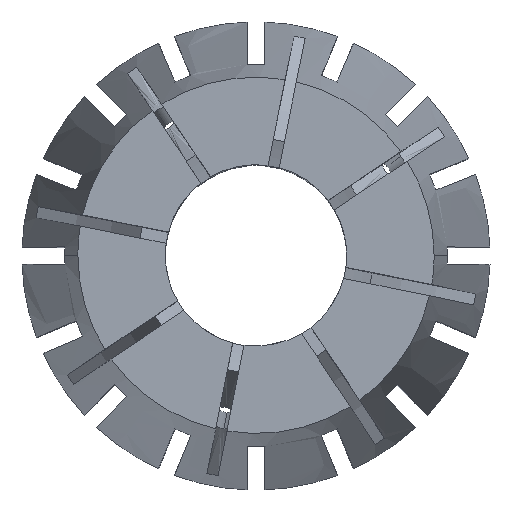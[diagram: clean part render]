
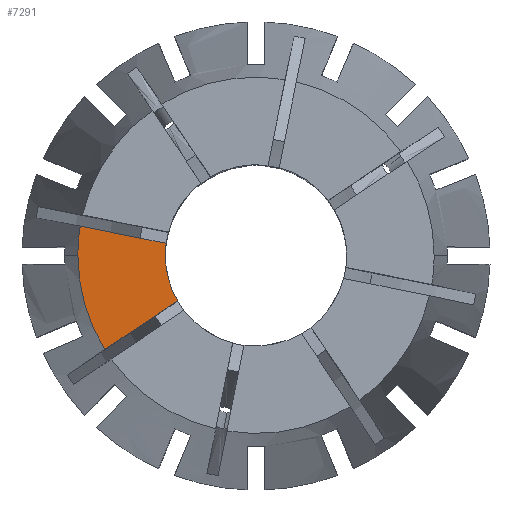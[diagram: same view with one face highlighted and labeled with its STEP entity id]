
A CAD part, top view. The second image highlights one B-rep face of the part: STEP entity #7291.
In plain terms, the highlighted planar face has unit normal (0, 0, 1).
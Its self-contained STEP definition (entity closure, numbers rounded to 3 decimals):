
#172 = AXIS2_PLACEMENT_3D ( 'NONE', #1605, #4990, #4562 ) ;
#258 = ORIENTED_EDGE ( 'NONE', *, *, #836, .T. ) ;
#477 = PLANE ( 'NONE',  #172 ) ;
#743 = CARTESIAN_POINT ( 'NONE',  ( -15.595, 0., 0. ) ) ;
#836 = EDGE_CURVE ( 'NONE', #3541, #6948, #4452, .T. ) ;
#933 = VERTEX_POINT ( 'NONE', #2462 ) ;
#1210 = CIRCLE ( 'NONE', #4410, 7.938 ) ;
#1221 = CARTESIAN_POINT ( 'NONE',  ( 0., 0., 0. ) ) ;
#1306 = AXIS2_PLACEMENT_3D ( 'NONE', #1221, #6827, #5649 ) ;
#1318 = ORIENTED_EDGE ( 'NONE', *, *, #5079, .F. ) ;
#1544 = AXIS2_PLACEMENT_3D ( 'NONE', #3676, #3093, #3662 ) ;
#1605 = CARTESIAN_POINT ( 'NONE',  ( 0., 0., 0. ) ) ;
#1657 = CIRCLE ( 'NONE', #1544, 15.595 ) ;
#1800 = EDGE_LOOP ( 'NONE', ( #1318, #4497, #3429, #258, #6473, #3511 ) ) ;
#1826 = VECTOR ( 'NONE', #3593, 1000. ) ;
#2418 = CARTESIAN_POINT ( 'NONE',  ( 0., 0., 0. ) ) ;
#2462 = CARTESIAN_POINT ( 'NONE',  ( -7.867, 1.055, 0. ) ) ;
#2582 = DIRECTION ( 'NONE',  ( 0., 0., 1. ) ) ;
#2648 = CIRCLE ( 'NONE', #1306, 7.938 ) ;
#2720 = VERTEX_POINT ( 'NONE', #743 ) ;
#2952 = CARTESIAN_POINT ( 'NONE',  ( -6.864, -3.985, 0. ) ) ;
#3032 = CARTESIAN_POINT ( 'NONE',  ( -0.098, -0.49, 0. ) ) ;
#3046 = EDGE_CURVE ( 'NONE', #933, #3735, #2648, .T. ) ;
#3093 = DIRECTION ( 'NONE',  ( 0., 0., 1. ) ) ;
#3429 = ORIENTED_EDGE ( 'NONE', *, *, #7143, .T. ) ;
#3511 = ORIENTED_EDGE ( 'NONE', *, *, #3046, .F. ) ;
#3541 = VERTEX_POINT ( 'NONE', #6412 ) ;
#3593 = DIRECTION ( 'NONE',  ( 0.981, -0.195, 0. ) ) ;
#3662 = DIRECTION ( 'NONE',  ( 1., 0., 0. ) ) ;
#3676 = CARTESIAN_POINT ( 'NONE',  ( 0., 0., 0. ) ) ;
#3735 = VERTEX_POINT ( 'NONE', #7153 ) ;
#3964 = CARTESIAN_POINT ( 'NONE',  ( -15.385, 2.551, 0. ) ) ;
#4072 = DIRECTION ( 'NONE',  ( 1., 0., 0. ) ) ;
#4115 = DIRECTION ( 'NONE',  ( 0.831, 0.556, 0. ) ) ;
#4173 = EDGE_CURVE ( 'NONE', #6562, #2720, #1657, .T. ) ;
#4268 = VECTOR ( 'NONE', #4115, 1000. ) ;
#4410 = AXIS2_PLACEMENT_3D ( 'NONE', #2418, #6290, #4072 ) ;
#4452 = LINE ( 'NONE', #7010, #4268 ) ;
#4497 = ORIENTED_EDGE ( 'NONE', *, *, #4173, .T. ) ;
#4504 = EDGE_CURVE ( 'NONE', #3735, #6948, #1210, .T. ) ;
#4562 = DIRECTION ( 'NONE',  ( -1., 0., 0. ) ) ;
#4825 = LINE ( 'NONE', #3032, #1826 ) ;
#4990 = DIRECTION ( 'NONE',  ( 0., 0., -1. ) ) ;
#5079 = EDGE_CURVE ( 'NONE', #6562, #933, #4825, .T. ) ;
#5649 = DIRECTION ( 'NONE',  ( 1., 0., 0. ) ) ;
#5753 = AXIS2_PLACEMENT_3D ( 'NONE', #6571, #2582, #7116 ) ;
#5901 = FACE_OUTER_BOUND ( 'NONE', #1800, .T. ) ;
#6290 = DIRECTION ( 'NONE',  ( 0., 0., 1. ) ) ;
#6412 = CARTESIAN_POINT ( 'NONE',  ( -13.238, -8.244, 0. ) ) ;
#6473 = ORIENTED_EDGE ( 'NONE', *, *, #4504, .F. ) ;
#6562 = VERTEX_POINT ( 'NONE', #3964 ) ;
#6571 = CARTESIAN_POINT ( 'NONE',  ( 0., 0., 0. ) ) ;
#6827 = DIRECTION ( 'NONE',  ( 0., 0., 1. ) ) ;
#6948 = VERTEX_POINT ( 'NONE', #2952 ) ;
#6949 = CIRCLE ( 'NONE', #5753, 15.595 ) ;
#7010 = CARTESIAN_POINT ( 'NONE',  ( -0.278, 0.416, 0. ) ) ;
#7116 = DIRECTION ( 'NONE',  ( 1., 0., 0. ) ) ;
#7143 = EDGE_CURVE ( 'NONE', #2720, #3541, #6949, .T. ) ;
#7153 = CARTESIAN_POINT ( 'NONE',  ( -7.938, 0., 0. ) ) ;
#7291 = ADVANCED_FACE ( 'NONE', ( #5901 ), #477, .F. ) ;
